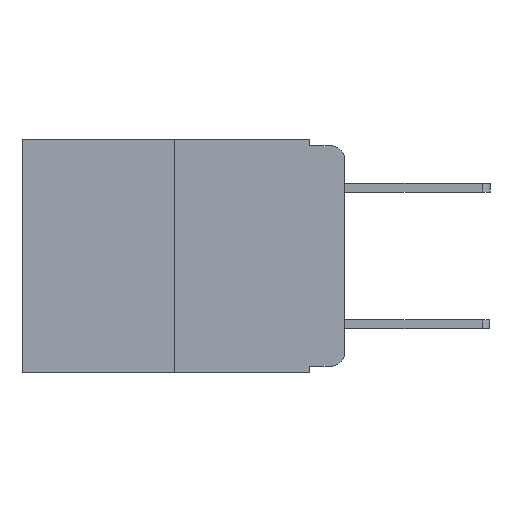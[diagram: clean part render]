
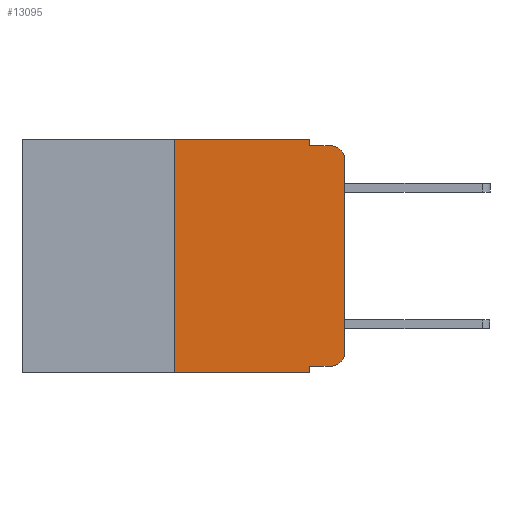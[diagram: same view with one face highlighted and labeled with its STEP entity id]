
A CAD part, left-side view. The second image highlights one B-rep face of the part: STEP entity #13095.
In plain terms, the highlighted planar face has unit normal (-1, 0, 0).
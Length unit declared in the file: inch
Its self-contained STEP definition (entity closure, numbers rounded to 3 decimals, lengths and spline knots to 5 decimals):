
#223 = LINE ( 'NONE', #10656, #17210 ) ;
#310 = CARTESIAN_POINT ( 'NONE',  ( 0., 0., -0.03 ) ) ;
#464 = EDGE_CURVE ( 'NONE', #19868, #8261, #223, .T. ) ;
#795 = CIRCLE ( 'NONE', #12619, 0.02 ) ;
#1575 = LINE ( 'NONE', #13802, #17925 ) ;
#1791 = CARTESIAN_POINT ( 'NONE',  ( 0., 0.25, -0.343 ) ) ;
#2140 = VERTEX_POINT ( 'NONE', #2206 ) ;
#2195 = LINE ( 'NONE', #4826, #10453 ) ;
#2206 = CARTESIAN_POINT ( 'NONE',  ( 0., 0.051, -0.01 ) ) ;
#2518 = CARTESIAN_POINT ( 'NONE',  ( 0., 0., 0. ) ) ;
#2807 = DIRECTION ( 'NONE',  ( -1., 0., 0. ) ) ;
#2953 = DIRECTION ( 'NONE',  ( 0., 0., -1. ) ) ;
#3042 = ORIENTED_EDGE ( 'NONE', *, *, #15873, .F. ) ;
#3092 = AXIS2_PLACEMENT_3D ( 'NONE', #9027, #20237, #10665 ) ;
#3773 = LINE ( 'NONE', #2518, #16683 ) ;
#4080 = EDGE_CURVE ( 'NONE', #7601, #15480, #3773, .T. ) ;
#4629 = CARTESIAN_POINT ( 'NONE',  ( 0., 0.051, 0. ) ) ;
#4826 = CARTESIAN_POINT ( 'NONE',  ( 0., 0.25, 0. ) ) ;
#4880 = PLANE ( 'NONE',  #7579 ) ;
#5214 = CARTESIAN_POINT ( 'NONE',  ( 0., 0.051, -0.343 ) ) ;
#6585 = VERTEX_POINT ( 'NONE', #5214 ) ;
#6948 = ORIENTED_EDGE ( 'NONE', *, *, #10927, .F. ) ;
#7579 = AXIS2_PLACEMENT_3D ( 'NONE', #14568, #8192, #19420 ) ;
#7601 = VERTEX_POINT ( 'NONE', #14295 ) ;
#7868 = VECTOR ( 'NONE', #15596, 39.37008 ) ;
#7976 = EDGE_CURVE ( 'NONE', #11388, #19261, #15495, .T. ) ;
#7980 = VECTOR ( 'NONE', #8571, 39.37008 ) ;
#8192 = DIRECTION ( 'NONE',  ( 1., 0., 0. ) ) ;
#8261 = VERTEX_POINT ( 'NONE', #15705 ) ;
#8321 = CARTESIAN_POINT ( 'NONE',  ( 0., 0.25, 0. ) ) ;
#8571 = DIRECTION ( 'NONE',  ( 0., -1., 0. ) ) ;
#8789 = EDGE_CURVE ( 'NONE', #8261, #7601, #20739, .T. ) ;
#8837 = CARTESIAN_POINT ( 'NONE',  ( 0., 0.051, 0. ) ) ;
#9027 = CARTESIAN_POINT ( 'NONE',  ( 0., 0.02, -0.313 ) ) ;
#10453 = VECTOR ( 'NONE', #11330, 39.37008 ) ;
#10522 = DIRECTION ( 'NONE',  ( 0., -1., 0. ) ) ;
#10656 = CARTESIAN_POINT ( 'NONE',  ( 0., 0.051, -0.333 ) ) ;
#10665 = DIRECTION ( 'NONE',  ( 0., 0., -1. ) ) ;
#10927 = EDGE_CURVE ( 'NONE', #19868, #6585, #15891, .T. ) ;
#11028 = VERTEX_POINT ( 'NONE', #15472 ) ;
#11330 = DIRECTION ( 'NONE',  ( 0., 0., 1. ) ) ;
#11388 = VERTEX_POINT ( 'NONE', #8321 ) ;
#12390 = VECTOR ( 'NONE', #2953, 39.37008 ) ;
#12581 = CARTESIAN_POINT ( 'NONE',  ( 0., 0.02, -0.03 ) ) ;
#12619 = AXIS2_PLACEMENT_3D ( 'NONE', #12581, #2807, #14176 ) ;
#13095 = ADVANCED_FACE ( 'NONE', ( #19578 ), #4880, .F. ) ;
#13680 = DIRECTION ( 'NONE',  ( 0., 0., -1. ) ) ;
#13758 = ORIENTED_EDGE ( 'NONE', *, *, #8789, .T. ) ;
#13802 = CARTESIAN_POINT ( 'NONE',  ( 0., 0.051, -0.01 ) ) ;
#13862 = DIRECTION ( 'NONE',  ( 0., -1., 0. ) ) ;
#13921 = DIRECTION ( 'NONE',  ( 0., 0., 1. ) ) ;
#14176 = DIRECTION ( 'NONE',  ( 0., 0., -1. ) ) ;
#14295 = CARTESIAN_POINT ( 'NONE',  ( 0., 0., -0.313 ) ) ;
#14568 = CARTESIAN_POINT ( 'NONE',  ( 0., 0.473, 0. ) ) ;
#14686 = ORIENTED_EDGE ( 'NONE', *, *, #20161, .F. ) ;
#14745 = EDGE_LOOP ( 'NONE', ( #16668, #20439, #18668, #14686, #16237, #3042, #21013, #6948, #15997, #13758 ) ) ;
#15361 = VERTEX_POINT ( 'NONE', #1791 ) ;
#15472 = CARTESIAN_POINT ( 'NONE',  ( 0., 0.02, -0.01 ) ) ;
#15480 = VERTEX_POINT ( 'NONE', #310 ) ;
#15495 = LINE ( 'NONE', #18157, #7980 ) ;
#15596 = DIRECTION ( 'NONE',  ( 0., -1., 0. ) ) ;
#15705 = CARTESIAN_POINT ( 'NONE',  ( 0., 0.02, -0.333 ) ) ;
#15723 = EDGE_CURVE ( 'NONE', #15480, #11028, #795, .T. ) ;
#15873 = EDGE_CURVE ( 'NONE', #15361, #11388, #2195, .T. ) ;
#15891 = LINE ( 'NONE', #8837, #19669 ) ;
#15997 = ORIENTED_EDGE ( 'NONE', *, *, #464, .T. ) ;
#16237 = ORIENTED_EDGE ( 'NONE', *, *, #7976, .F. ) ;
#16624 = LINE ( 'NONE', #4629, #12390 ) ;
#16668 = ORIENTED_EDGE ( 'NONE', *, *, #4080, .T. ) ;
#16683 = VECTOR ( 'NONE', #13921, 39.37008 ) ;
#16765 = CARTESIAN_POINT ( 'NONE',  ( 0., 0.051, -0.333 ) ) ;
#16818 = EDGE_CURVE ( 'NONE', #2140, #11028, #1575, .T. ) ;
#16898 = EDGE_CURVE ( 'NONE', #15361, #6585, #20670, .T. ) ;
#17210 = VECTOR ( 'NONE', #13862, 39.37008 ) ;
#17925 = VECTOR ( 'NONE', #10522, 39.37008 ) ;
#18157 = CARTESIAN_POINT ( 'NONE',  ( 0., 0.473, 0. ) ) ;
#18529 = CARTESIAN_POINT ( 'NONE',  ( 0., 0.051, 0. ) ) ;
#18668 = ORIENTED_EDGE ( 'NONE', *, *, #16818, .F. ) ;
#19261 = VERTEX_POINT ( 'NONE', #18529 ) ;
#19420 = DIRECTION ( 'NONE',  ( 0., 0., -1. ) ) ;
#19578 = FACE_OUTER_BOUND ( 'NONE', #14745, .T. ) ;
#19669 = VECTOR ( 'NONE', #13680, 39.37008 ) ;
#19868 = VERTEX_POINT ( 'NONE', #16765 ) ;
#20161 = EDGE_CURVE ( 'NONE', #19261, #2140, #16624, .T. ) ;
#20237 = DIRECTION ( 'NONE',  ( -1., 0., 0. ) ) ;
#20365 = CARTESIAN_POINT ( 'NONE',  ( 0., 0.473, -0.343 ) ) ;
#20439 = ORIENTED_EDGE ( 'NONE', *, *, #15723, .T. ) ;
#20670 = LINE ( 'NONE', #20365, #7868 ) ;
#20739 = CIRCLE ( 'NONE', #3092, 0.02 ) ;
#21013 = ORIENTED_EDGE ( 'NONE', *, *, #16898, .T. ) ;
